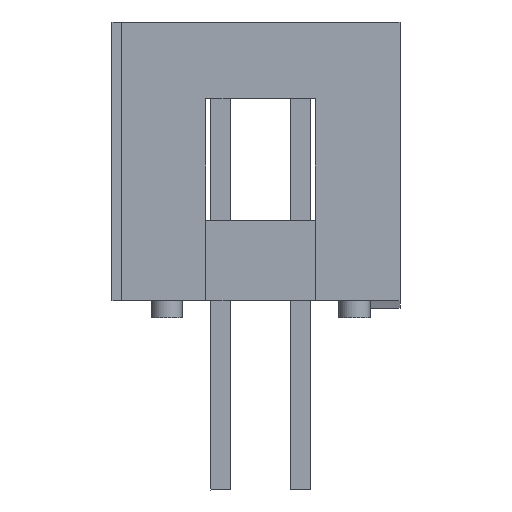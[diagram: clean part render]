
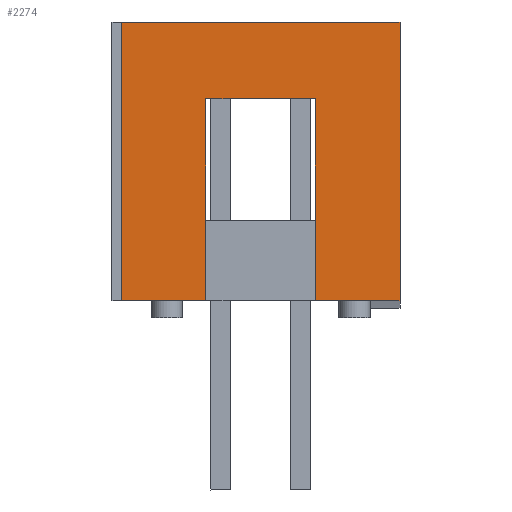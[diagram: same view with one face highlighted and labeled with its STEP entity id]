
A CAD part, left-side view. The second image highlights one B-rep face of the part: STEP entity #2274.
In plain terms, the highlighted planar face has unit normal (-1, 0, 0).
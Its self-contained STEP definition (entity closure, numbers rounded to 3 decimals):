
#2274=ADVANCED_FACE('',(#2958),#2617,.T.);
#2617=PLANE('',#8646);
#2958=FACE_OUTER_BOUND('',#3336,.T.);
#3336=EDGE_LOOP('',(#4782,#4783,#4784,#4785,#4786,#4787,#4788,#4789));
#4782=ORIENTED_EDGE('',*,*,#6516,.T.);
#4783=ORIENTED_EDGE('',*,*,#6513,.T.);
#4784=ORIENTED_EDGE('',*,*,#6517,.T.);
#4785=ORIENTED_EDGE('',*,*,#6518,.T.);
#4786=ORIENTED_EDGE('',*,*,#6519,.T.);
#4787=ORIENTED_EDGE('',*,*,#6363,.F.);
#4788=ORIENTED_EDGE('',*,*,#6520,.T.);
#4789=ORIENTED_EDGE('',*,*,#6416,.T.);
#5575=VERTEX_POINT('',#11597);
#5576=VERTEX_POINT('',#11599);
#5612=VERTEX_POINT('',#11708);
#5613=VERTEX_POINT('',#11710);
#5681=VERTEX_POINT('',#11902);
#5682=VERTEX_POINT('',#11903);
#5683=VERTEX_POINT('',#11910);
#5684=VERTEX_POINT('',#11912);
#6363=EDGE_CURVE('',#5575,#5576,#7226,.T.);
#6416=EDGE_CURVE('',#5613,#5612,#7279,.T.);
#6513=EDGE_CURVE('',#5681,#5682,#7374,.T.);
#6516=EDGE_CURVE('',#5612,#5681,#7377,.T.);
#6517=EDGE_CURVE('',#5682,#5683,#7378,.T.);
#6518=EDGE_CURVE('',#5683,#5684,#7379,.T.);
#6519=EDGE_CURVE('',#5684,#5576,#7380,.T.);
#6520=EDGE_CURVE('',#5575,#5613,#7381,.T.);
#7226=LINE('',#11598,#8083);
#7279=LINE('',#11709,#8136);
#7374=LINE('',#11901,#8231);
#7377=LINE('',#11907,#8234);
#7378=LINE('',#11909,#8235);
#7379=LINE('',#11911,#8236);
#7380=LINE('',#11913,#8237);
#7381=LINE('',#11914,#8238);
#8083=VECTOR('',#9858,1.);
#8136=VECTOR('',#9953,1.);
#8231=VECTOR('',#10106,1.);
#8234=VECTOR('',#10111,1.);
#8235=VECTOR('',#10114,1.);
#8236=VECTOR('',#10115,1.);
#8237=VECTOR('',#10116,1.);
#8238=VECTOR('',#10117,1.);
#8646=AXIS2_PLACEMENT_3D('',#11915,#10118,#10119);
#9858=DIRECTION('',(0.,0.,1.));
#9953=DIRECTION('',(0.,0.,1.));
#10106=DIRECTION('',(0.,0.,-1.));
#10111=DIRECTION('',(0.,-1.,0.));
#10114=DIRECTION('',(0.,-1.,0.));
#10115=DIRECTION('',(0.,0.,1.));
#10116=DIRECTION('',(0.,1.,0.));
#10117=DIRECTION('',(0.,-1.,0.));
#10118=DIRECTION('',(-1.,0.,0.));
#10119=DIRECTION('',(0.,-1.,0.));
#11597=CARTESIAN_POINT('',(-20.3,4.45,-8.9));
#11598=CARTESIAN_POINT('',(-20.3,4.45,-8.9));
#11599=CARTESIAN_POINT('',(-20.3,4.45,0.));
#11708=CARTESIAN_POINT('',(-20.3,1.75,-2.45));
#11709=CARTESIAN_POINT('',(-20.3,1.75,-8.9));
#11710=CARTESIAN_POINT('',(-20.3,1.75,-8.9));
#11901=CARTESIAN_POINT('',(-20.3,-1.75,-2.45));
#11902=CARTESIAN_POINT('',(-20.3,-1.75,-2.45));
#11903=CARTESIAN_POINT('',(-20.3,-1.75,-8.9));
#11907=CARTESIAN_POINT('',(-20.3,1.75,-2.45));
#11909=CARTESIAN_POINT('',(-20.3,-1.75,-8.9));
#11910=CARTESIAN_POINT('',(-20.3,-4.45,-8.9));
#11911=CARTESIAN_POINT('',(-20.3,-4.45,-8.9));
#11912=CARTESIAN_POINT('',(-20.3,-4.45,0.));
#11913=CARTESIAN_POINT('',(-20.3,-4.45,0.));
#11914=CARTESIAN_POINT('',(-20.3,4.45,-8.9));
#11915=CARTESIAN_POINT('',(-20.3,4.45,-8.9));
